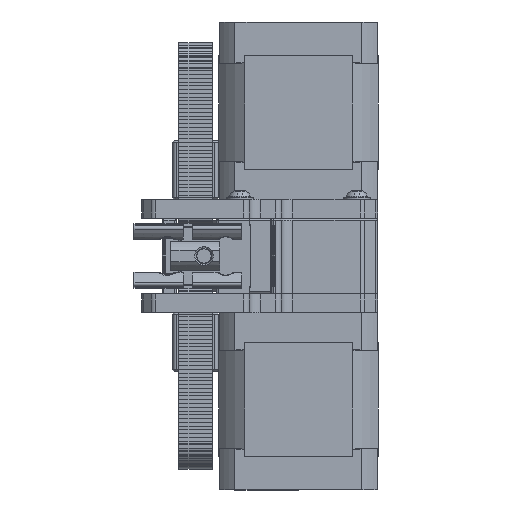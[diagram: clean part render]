
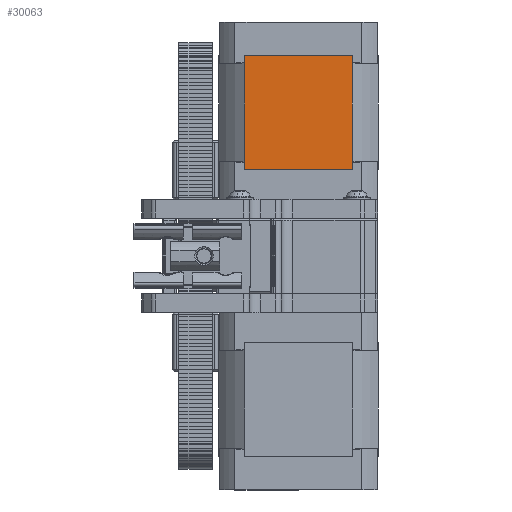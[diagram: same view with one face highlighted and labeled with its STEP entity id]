
A CAD part, left-side view. The second image highlights one B-rep face of the part: STEP entity #30063.
In plain terms, the highlighted face is planar.
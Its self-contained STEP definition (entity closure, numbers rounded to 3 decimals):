
#3696=FACE_OUTER_BOUND('',#5392,.T.);
#5392=EDGE_LOOP('',(#26657,#26658,#26659,#26660,#26661,#26662,#26663,#26664,
#26665,#26666,#26667,#26668));
#8564=LINE('',#50820,#11793);
#8570=LINE('',#50850,#11799);
#8582=LINE('',#50888,#11811);
#8584=LINE('',#50893,#11813);
#8586=LINE('',#50899,#11815);
#8644=LINE('',#51105,#11873);
#8645=LINE('',#51110,#11874);
#8646=LINE('',#51114,#11875);
#8648=LINE('',#51122,#11877);
#8650=LINE('',#51126,#11879);
#8651=LINE('',#51128,#11880);
#8660=LINE('',#51159,#11889);
#11793=VECTOR('',#40275,5.724);
#11799=VECTOR('',#40299,30.2);
#11811=VECTOR('',#40339,0.1);
#11813=VECTOR('',#40343,5.724);
#11815=VECTOR('',#40349,0.1);
#11873=VECTOR('',#40547,30.2);
#11874=VECTOR('',#40554,17.012);
#11875=VECTOR('',#40559,0.1);
#11877=VECTOR('',#40565,0.1);
#11879=VECTOR('',#40571,5.724);
#11880=VECTOR('',#40574,5.724);
#11889=VECTOR('',#40609,17.012);
#14488=VERTEX_POINT('',#50817);
#14489=VERTEX_POINT('',#50819);
#14498=VERTEX_POINT('',#50849);
#14510=VERTEX_POINT('',#50886);
#14512=VERTEX_POINT('',#50892);
#14514=VERTEX_POINT('',#50898);
#14579=VERTEX_POINT('',#51102);
#14580=VERTEX_POINT('',#51104);
#14581=VERTEX_POINT('',#51108);
#14582=VERTEX_POINT('',#51112);
#14585=VERTEX_POINT('',#51119);
#14586=VERTEX_POINT('',#51121);
#18513=EDGE_CURVE('',#14488,#14489,#8564,.T.);
#18526=EDGE_CURVE('',#14489,#14498,#8570,.T.);
#18546=EDGE_CURVE('',#14488,#14510,#8582,.T.);
#18548=EDGE_CURVE('',#14498,#14512,#8584,.T.);
#18551=EDGE_CURVE('',#14514,#14512,#8586,.T.);
#18648=EDGE_CURVE('',#14580,#14579,#8644,.T.);
#18651=EDGE_CURVE('',#14510,#14581,#8645,.T.);
#18653=EDGE_CURVE('',#14581,#14582,#8646,.T.);
#18656=EDGE_CURVE('',#14586,#14585,#8648,.T.);
#18659=EDGE_CURVE('',#14579,#14586,#8650,.T.);
#18660=EDGE_CURVE('',#14582,#14580,#8651,.T.);
#18675=EDGE_CURVE('',#14585,#14514,#8660,.T.);
#26657=ORIENTED_EDGE('',*,*,#18651,.T.);
#26658=ORIENTED_EDGE('',*,*,#18653,.T.);
#26659=ORIENTED_EDGE('',*,*,#18660,.T.);
#26660=ORIENTED_EDGE('',*,*,#18648,.T.);
#26661=ORIENTED_EDGE('',*,*,#18659,.T.);
#26662=ORIENTED_EDGE('',*,*,#18656,.T.);
#26663=ORIENTED_EDGE('',*,*,#18675,.T.);
#26664=ORIENTED_EDGE('',*,*,#18551,.T.);
#26665=ORIENTED_EDGE('',*,*,#18548,.F.);
#26666=ORIENTED_EDGE('',*,*,#18526,.F.);
#26667=ORIENTED_EDGE('',*,*,#18513,.F.);
#26668=ORIENTED_EDGE('',*,*,#18546,.T.);
#28573=PLANE('',#32748);
#30063=ADVANCED_FACE('',(#3696),#28573,.T.);
#32748=AXIS2_PLACEMENT_3D('',#51158,#40607,#40608);
#40275=DIRECTION('',(0.,1.,0.));
#40299=DIRECTION('',(0.,0.,-1.));
#40339=DIRECTION('',(0.,0.,1.));
#40343=DIRECTION('',(0.,-1.,0.));
#40349=DIRECTION('',(0.,0.,1.));
#40547=DIRECTION('',(0.,0.,-1.));
#40554=DIRECTION('',(0.,-1.,0.));
#40559=DIRECTION('',(0.,0.,-1.));
#40565=DIRECTION('',(0.,0.,-1.));
#40571=DIRECTION('',(0.,1.,0.));
#40574=DIRECTION('',(0.,-1.,0.));
#40607=DIRECTION('center_axis',(1.,0.,0.));
#40608=DIRECTION('ref_axis',(0.,0.,
-1.));
#40609=DIRECTION('',(0.,1.,0.));
#50817=CARTESIAN_POINT('',(21.1,8.506,10.66));
#50819=CARTESIAN_POINT('',(21.1,14.23,10.66));
#50820=CARTESIAN_POINT('',(21.1,8.506,10.66));
#50849=CARTESIAN_POINT('',(21.1,14.23,-19.54));
#50850=CARTESIAN_POINT('',(21.1,14.23,10.66));
#50886=CARTESIAN_POINT('',(21.1,8.506,10.76));
#50888=CARTESIAN_POINT('',(21.1,8.506,10.66));
#50892=CARTESIAN_POINT('',(21.1,8.506,-19.54));
#50893=CARTESIAN_POINT('',(21.1,14.23,-19.54));
#50898=CARTESIAN_POINT('',(21.1,8.506,-19.64));
#50899=CARTESIAN_POINT('',(21.1,8.506,-19.64));
#51102=CARTESIAN_POINT('',(21.1,-14.23,-19.54));
#51104=CARTESIAN_POINT('',(21.1,-14.23,10.66));
#51105=CARTESIAN_POINT('',(21.1,-14.23,10.66));
#51108=CARTESIAN_POINT('',(21.1,-8.506,10.76));
#51110=CARTESIAN_POINT('',(21.1,8.506,10.76));
#51112=CARTESIAN_POINT('',(21.1,-8.506,10.66));
#51114=CARTESIAN_POINT('',(21.1,-8.506,10.76));
#51119=CARTESIAN_POINT('',(21.1,-8.506,-19.64));
#51121=CARTESIAN_POINT('',(21.1,-8.506,-19.54));
#51122=CARTESIAN_POINT('',(21.1,-8.506,-19.54));
#51126=CARTESIAN_POINT('',(21.1,-14.23,-19.54));
#51128=CARTESIAN_POINT('',(21.1,-8.506,10.66));
#51158=CARTESIAN_POINT('Origin',(21.1,-14.231,10.761));
#51159=CARTESIAN_POINT('',(21.1,-8.506,-19.64));
